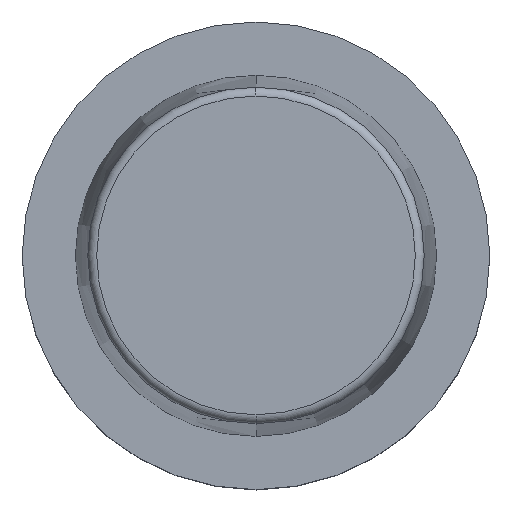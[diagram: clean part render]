
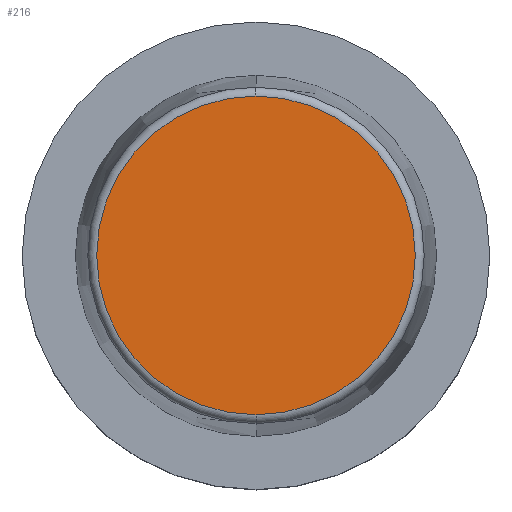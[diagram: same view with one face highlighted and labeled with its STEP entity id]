
A CAD part, top view. The second image highlights one B-rep face of the part: STEP entity #216.
In plain terms, the highlighted planar face has unit normal (0, 0, 1).
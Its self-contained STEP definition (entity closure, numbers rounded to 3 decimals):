
#216=ADVANCED_FACE('',(#608),#609,.T.);
#318=EDGE_CURVE('',#366,#326,#729,.T.);
#326=VERTEX_POINT('',#737);
#366=VERTEX_POINT('',#780);
#374=EDGE_CURVE('',#326,#366,#788,.T.);
#608=FACE_OUTER_BOUND('',#1044,.T.);
#609=PLANE('',#1045);
#729=CIRCLE('',#1200,21.462);
#737=CARTESIAN_POINT('',(0.0,21.462,32.0));
#780=CARTESIAN_POINT('',(0.,-21.462,32.0));
#788=CIRCLE('',#1275,21.462);
#1044=EDGE_LOOP('',(#1590,#1591));
#1045=AXIS2_PLACEMENT_3D('',#1592,#1593,#1594);
#1200=AXIS2_PLACEMENT_3D('',#1785,#1786,#1787);
#1275=AXIS2_PLACEMENT_3D('',#1836,#1837,#1838);
#1590=ORIENTED_EDGE('',*,*,#374,.F.);
#1591=ORIENTED_EDGE('',*,*,#318,.F.);
#1592=CARTESIAN_POINT('',(0.0,10.731,32.0));
#1593=DIRECTION('',(-0.0,0.0,1.0));
#1594=DIRECTION('',(0.0,-1.0,0.0));
#1785=CARTESIAN_POINT('',(0.0,0.0,32.0));
#1786=DIRECTION('',(0.0,0.0,-1.0));
#1787=DIRECTION('',(0.0,1.0,0.0));
#1836=CARTESIAN_POINT('',(0.0,0.0,32.0));
#1837=DIRECTION('',(0.0,0.0,-1.0));
#1838=DIRECTION('',(0.0,1.0,0.0));
